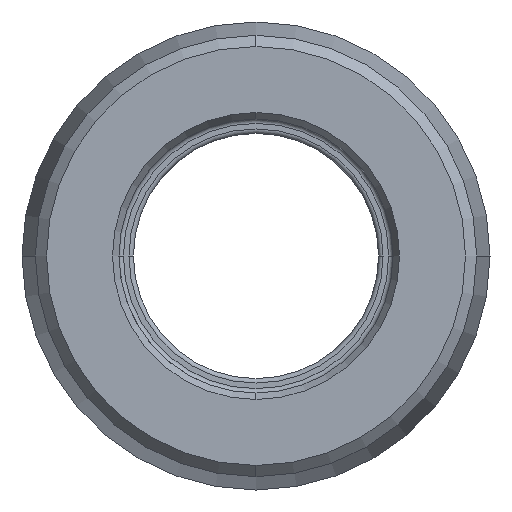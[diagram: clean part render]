
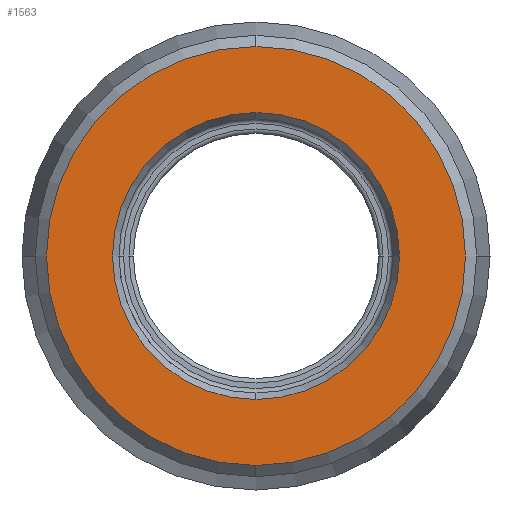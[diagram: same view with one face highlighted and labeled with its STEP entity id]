
A CAD part, left-side view. The second image highlights one B-rep face of the part: STEP entity #1563.
In plain terms, the highlighted planar face has unit normal (-1, 0, 0).
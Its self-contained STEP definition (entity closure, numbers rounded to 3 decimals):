
#252=CARTESIAN_POINT('',(-22.5,0.,0.));
#253=DIRECTION('',(-1.,0.,0.));
#254=DIRECTION('',(0.,0.,-1.));
#255=AXIS2_PLACEMENT_3D('',#252,#253,#254);
#265=CARTESIAN_POINT('',(-22.5,0.,0.));
#266=DIRECTION('',(1.,0.,0.));
#267=DIRECTION('',(0.,0.,-1.));
#268=AXIS2_PLACEMENT_3D('',#265,#266,#267);
#270=CARTESIAN_POINT('',(-22.5,0.,0.));
#271=DIRECTION('',(1.,0.,0.));
#272=DIRECTION('',(0.,0.,-1.));
#273=AXIS2_PLACEMENT_3D('',#270,#271,#272);
#275=CARTESIAN_POINT('',(-22.5,0.,0.));
#276=DIRECTION('',(-1.,0.,0.));
#277=DIRECTION('',(0.,0.,-1.));
#278=AXIS2_PLACEMENT_3D('',#275,#276,#277);
#1107=CARTESIAN_POINT('',(-22.5,0.,-6.439));
#1109=VERTEX_POINT('',#1107);
#1110=CARTESIAN_POINT('',(-22.5,0.,-9.4));
#1112=VERTEX_POINT('',#1110);
#1117=CARTESIAN_POINT('',(-22.5,0.,6.439));
#1119=VERTEX_POINT('',#1117);
#1120=CARTESIAN_POINT('',(-22.5,0.,9.4));
#1122=VERTEX_POINT('',#1120);
#1548=CARTESIAN_POINT('',(-22.5,0.,0.));
#1549=DIRECTION('',(-1.,0.,0.));
#1550=DIRECTION('',(0.,0.,1.));
#1551=AXIS2_PLACEMENT_3D('',#1548,#1549,#1550);
#1552=PLANE('',#1551);
#1553=ORIENTED_EDGE('',*,*,#1527,.F.);
#1554=ORIENTED_EDGE('',*,*,#1543,.T.);
#1555=EDGE_LOOP('',(#1553,#1554));
#1556=FACE_OUTER_BOUND('',#1555,.F.);
#1558=ORIENTED_EDGE('',*,*,#1557,.F.);
#1560=ORIENTED_EDGE('',*,*,#1559,.T.);
#1561=EDGE_LOOP('',(#1558,#1560));
#1562=FACE_BOUND('',#1561,.F.);
#1563=ADVANCED_FACE('',(#1556,#1562),#1552,.T.);
#256=CIRCLE('',#255,9.4);
#269=CIRCLE('',#268,9.4);
#274=CIRCLE('',#273,6.439);
#279=CIRCLE('',#278,6.439);
#1527=EDGE_CURVE('',#1112,#1122,#256,.T.);
#1543=EDGE_CURVE('',#1112,#1122,#269,.T.);
#1557=EDGE_CURVE('',#1109,#1119,#274,.T.);
#1559=EDGE_CURVE('',#1109,#1119,#279,.T.);
